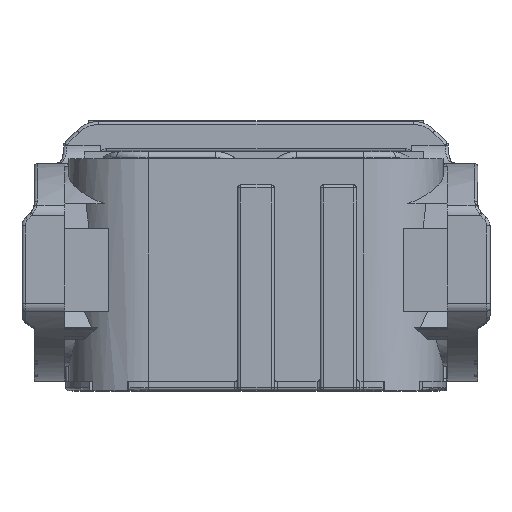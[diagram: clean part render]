
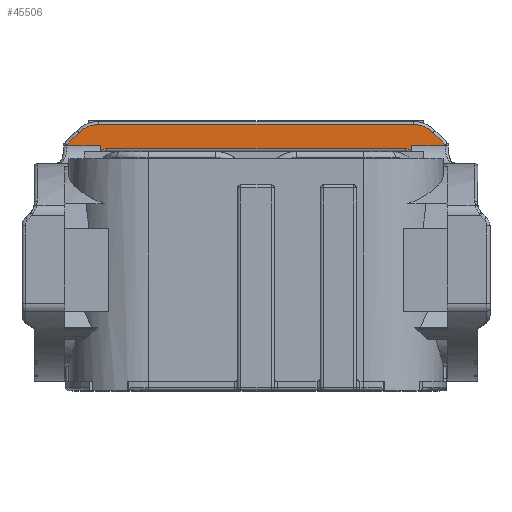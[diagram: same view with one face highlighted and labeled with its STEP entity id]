
A CAD part, top view. The second image highlights one B-rep face of the part: STEP entity #45506.
In plain terms, the highlighted planar face has unit normal (0, 0, 1).
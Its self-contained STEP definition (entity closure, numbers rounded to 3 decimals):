
#528 = VERTEX_POINT ( 'NONE', #52842 ) ;
#1126 = CARTESIAN_POINT ( 'NONE',  ( -35.946, 16.606, 111.5 ) ) ;
#1127 = ORIENTED_EDGE ( 'NONE', *, *, #47357, .T. ) ;
#1304 = EDGE_CURVE ( 'NONE', #14564, #2223, #54333, .T. ) ;
#2223 = VERTEX_POINT ( 'NONE', #30754 ) ;
#2757 = CIRCLE ( 'NONE', #25879, 1.5 ) ;
#3105 = VECTOR ( 'NONE', #24403, 1000. ) ;
#3195 = LINE ( 'NONE', #7047, #31967 ) ;
#3199 = ORIENTED_EDGE ( 'NONE', *, *, #33761, .T. ) ;
#3206 = CARTESIAN_POINT ( 'NONE',  ( -36.946, 18.606, 111.5 ) ) ;
#3253 = ORIENTED_EDGE ( 'NONE', *, *, #14462, .F. ) ;
#3550 = EDGE_CURVE ( 'NONE', #46145, #36908, #2757, .T. ) ;
#4997 = EDGE_CURVE ( 'NONE', #36255, #37319, #49068, .T. ) ;
#5004 = CARTESIAN_POINT ( 'NONE',  ( 13.054, 18.106, 111.5 ) ) ;
#5291 = DIRECTION ( 'NONE',  ( -1., 0., 0. ) ) ;
#5448 = LINE ( 'NONE', #65114, #11801 ) ;
#6978 = DIRECTION ( 'NONE',  ( -0.707, 0.707, 0. ) ) ;
#7047 = CARTESIAN_POINT ( 'NONE',  ( 19.592, 15.606, 111.5 ) ) ;
#7925 = VERTEX_POINT ( 'NONE', #8849 ) ;
#8162 = VERTEX_POINT ( 'NONE', #3206 ) ;
#8849 = CARTESIAN_POINT ( 'NONE',  ( 19.592, 18.715, 111.5 ) ) ;
#8939 = CARTESIAN_POINT ( 'NONE',  ( -37.229, 17.606, 111.5 ) ) ;
#10056 = LINE ( 'NONE', #31092, #49319 ) ;
#10251 = VECTOR ( 'NONE', #34717, 1000. ) ;
#10973 = EDGE_CURVE ( 'NONE', #14564, #60998, #45010, .T. ) ;
#11011 = AXIS2_PLACEMENT_3D ( 'NONE', #66349, #20503, #5291 ) ;
#11550 = ORIENTED_EDGE ( 'NONE', *, *, #3550, .T. ) ;
#11665 = ORIENTED_EDGE ( 'NONE', *, *, #31116, .T. ) ;
#11801 = VECTOR ( 'NONE', #44081, 1000. ) ;
#12216 = CARTESIAN_POINT ( 'NONE',  ( -42.483, 18.715, 111.5 ) ) ;
#12392 = ORIENTED_EDGE ( 'NONE', *, *, #37907, .T. ) ;
#14121 = CARTESIAN_POINT ( 'NONE',  ( 19.592, 18.606, 111.5 ) ) ;
#14376 = CARTESIAN_POINT ( 'NONE',  ( 24.904, 22.106, 111.5 ) ) ;
#14462 = EDGE_CURVE ( 'NONE', #36255, #2223, #24624, .T. ) ;
#14564 = VERTEX_POINT ( 'NONE', #66406 ) ;
#15054 = CARTESIAN_POINT ( 'NONE',  ( -36.946, 17.724, 111.5 ) ) ;
#15151 = EDGE_CURVE ( 'NONE', #31394, #59595, #59028, .T. ) ;
#15629 = CARTESIAN_POINT ( 'NONE',  ( -42.483, 18.606, 111.5 ) ) ;
#17970 = CARTESIAN_POINT ( 'NONE',  ( -40.411, 20.788, 111.5 ) ) ;
#18645 = CARTESIAN_POINT ( 'NONE',  ( -36.946, 18.606, 111.5 ) ) ;
#20503 = DIRECTION ( 'NONE',  ( 0., 0., -1. ) ) ;
#21264 = DIRECTION ( 'NONE',  ( 0., -1., 0. ) ) ;
#23778 = DIRECTION ( 'NONE',  ( -1., 0., 0. ) ) ;
#24002 = DIRECTION ( 'NONE',  ( 1., 0., 0. ) ) ;
#24355 = DIRECTION ( 'NONE',  ( 0., 0., -1. ) ) ;
#24403 = DIRECTION ( 'NONE',  ( 0., -1., 0. ) ) ;
#24624 = CIRCLE ( 'NONE', #39845, 4.5 ) ;
#24754 = CIRCLE ( 'NONE', #26387, 1.5 ) ;
#25195 = DIRECTION ( 'NONE',  ( 0., 0., -1. ) ) ;
#25209 = DIRECTION ( 'NONE',  ( 1., 0., 0. ) ) ;
#25879 = AXIS2_PLACEMENT_3D ( 'NONE', #1126, #37074, #51937 ) ;
#26387 = AXIS2_PLACEMENT_3D ( 'NONE', #34283, #34484, #23778 ) ;
#28393 = VECTOR ( 'NONE', #6978, 1000. ) ;
#29678 = DIRECTION ( 'NONE',  ( -1., 0., 0. ) ) ;
#29697 = DIRECTION ( 'NONE',  ( -1., 0., 0. ) ) ;
#29884 = PLANE ( 'NONE',  #41363 ) ;
#30754 = CARTESIAN_POINT ( 'NONE',  ( -37.229, 22.106, 111.5 ) ) ;
#30928 = VERTEX_POINT ( 'NONE', #15629 ) ;
#31092 = CARTESIAN_POINT ( 'NONE',  ( -36.946, 17.606, 111.5 ) ) ;
#31116 = EDGE_CURVE ( 'NONE', #528, #31394, #5448, .T. ) ;
#31394 = VERTEX_POINT ( 'NONE', #52893 ) ;
#31546 = EDGE_CURVE ( 'NONE', #30928, #8162, #63859, .T. ) ;
#31967 = VECTOR ( 'NONE', #52720, 1000. ) ;
#32145 = CARTESIAN_POINT ( 'NONE',  ( 24.904, 18.106, 111.5 ) ) ;
#32392 = ORIENTED_EDGE ( 'NONE', *, *, #31546, .T. ) ;
#33761 = EDGE_CURVE ( 'NONE', #7925, #60998, #48461, .T. ) ;
#34283 = CARTESIAN_POINT ( 'NONE',  ( 13.054, 16.606, 111.5 ) ) ;
#34484 = DIRECTION ( 'NONE',  ( 0., 0., -1. ) ) ;
#34636 = VECTOR ( 'NONE', #54756, 1000. ) ;
#34717 = DIRECTION ( 'NONE',  ( -1., 0., 0. ) ) ;
#35331 = CARTESIAN_POINT ( 'NONE',  ( -42.483, 15.606, 111.5 ) ) ;
#36255 = VERTEX_POINT ( 'NONE', #17970 ) ;
#36908 = VERTEX_POINT ( 'NONE', #52791 ) ;
#37064 = ORIENTED_EDGE ( 'NONE', *, *, #15151, .T. ) ;
#37074 = DIRECTION ( 'NONE',  ( 0., 0., -1. ) ) ;
#37319 = VERTEX_POINT ( 'NONE', #12216 ) ;
#37907 = EDGE_CURVE ( 'NONE', #48052, #528, #24754, .T. ) ;
#39845 = AXIS2_PLACEMENT_3D ( 'NONE', #8939, #24355, #29697 ) ;
#40445 = CARTESIAN_POINT ( 'NONE',  ( 19.909, 18.606, 111.5 ) ) ;
#40769 = EDGE_CURVE ( 'NONE', #8162, #46145, #10056, .T. ) ;
#41363 = AXIS2_PLACEMENT_3D ( 'NONE', #65524, #25195, #29678 ) ;
#42299 = LINE ( 'NONE', #35331, #3105 ) ;
#44081 = DIRECTION ( 'NONE',  ( 0., 1., 0. ) ) ;
#44438 = VECTOR ( 'NONE', #52557, 1000. ) ;
#45010 = CIRCLE ( 'NONE', #11011, 4.5 ) ;
#45193 = LINE ( 'NONE', #32145, #44438 ) ;
#45506 = ADVANCED_FACE ( 'NONE', ( #65504 ), #29884, .F. ) ;
#46145 = VERTEX_POINT ( 'NONE', #15054 ) ;
#46990 = VECTOR ( 'NONE', #25209, 1000. ) ;
#47357 = EDGE_CURVE ( 'NONE', #36908, #48052, #45193, .T. ) ;
#47916 = ORIENTED_EDGE ( 'NONE', *, *, #58946, .T. ) ;
#48052 = VERTEX_POINT ( 'NONE', #5004 ) ;
#48461 = LINE ( 'NONE', #52652, #28393 ) ;
#49068 = LINE ( 'NONE', #49379, #34636 ) ;
#49319 = VECTOR ( 'NONE', #21264, 1000. ) ;
#49379 = CARTESIAN_POINT ( 'NONE',  ( -10.344, 50.854, 111.5 ) ) ;
#51937 = DIRECTION ( 'NONE',  ( -1., 0., 0. ) ) ;
#52176 = EDGE_CURVE ( 'NONE', #37319, #30928, #42299, .T. ) ;
#52557 = DIRECTION ( 'NONE',  ( 1., 0., 0. ) ) ;
#52652 = CARTESIAN_POINT ( 'NONE',  ( 23.803, 14.504, 111.5 ) ) ;
#52720 = DIRECTION ( 'NONE',  ( 0., 1., 0. ) ) ;
#52791 = CARTESIAN_POINT ( 'NONE',  ( -35.946, 18.106, 111.5 ) ) ;
#52842 = CARTESIAN_POINT ( 'NONE',  ( 14.054, 17.724, 111.5 ) ) ;
#52893 = CARTESIAN_POINT ( 'NONE',  ( 14.054, 18.606, 111.5 ) ) ;
#54333 = LINE ( 'NONE', #14376, #10251 ) ;
#54756 = DIRECTION ( 'NONE',  ( -0.707, -0.707, 0. ) ) ;
#55386 = ORIENTED_EDGE ( 'NONE', *, *, #40769, .T. ) ;
#55844 = VECTOR ( 'NONE', #24002, 1000. ) ;
#57245 = CARTESIAN_POINT ( 'NONE',  ( 17.52, 20.788, 111.5 ) ) ;
#57791 = ORIENTED_EDGE ( 'NONE', *, *, #4997, .T. ) ;
#58584 = ORIENTED_EDGE ( 'NONE', *, *, #10973, .F. ) ;
#58946 = EDGE_CURVE ( 'NONE', #59595, #7925, #3195, .T. ) ;
#59028 = LINE ( 'NONE', #40445, #46990 ) ;
#59595 = VERTEX_POINT ( 'NONE', #14121 ) ;
#60326 = EDGE_LOOP ( 'NONE', ( #58584, #63294, #3253, #57791, #65869, #32392, #55386, #11550, #1127, #12392, #11665, #37064, #47916, #3199 ) ) ;
#60998 = VERTEX_POINT ( 'NONE', #57245 ) ;
#63294 = ORIENTED_EDGE ( 'NONE', *, *, #1304, .T. ) ;
#63859 = LINE ( 'NONE', #18645, #55844 ) ;
#65114 = CARTESIAN_POINT ( 'NONE',  ( 14.054, 17.606, 111.5 ) ) ;
#65504 = FACE_OUTER_BOUND ( 'NONE', #60326, .T. ) ;
#65524 = CARTESIAN_POINT ( 'NONE',  ( 24.904, 15.606, 111.5 ) ) ;
#65869 = ORIENTED_EDGE ( 'NONE', *, *, #52176, .T. ) ;
#66349 = CARTESIAN_POINT ( 'NONE',  ( 14.338, 17.606, 111.5 ) ) ;
#66406 = CARTESIAN_POINT ( 'NONE',  ( 14.338, 22.106, 111.5 ) ) ;
